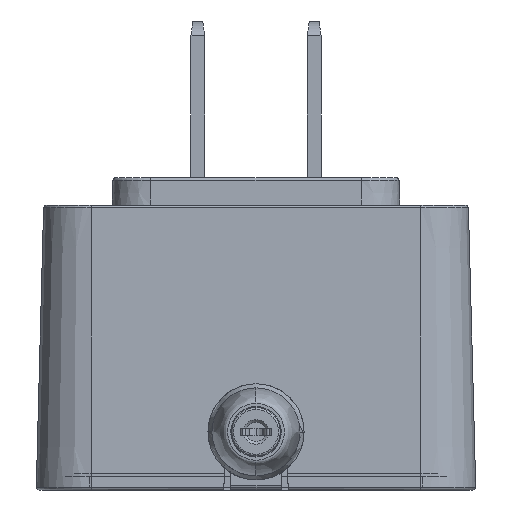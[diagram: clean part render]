
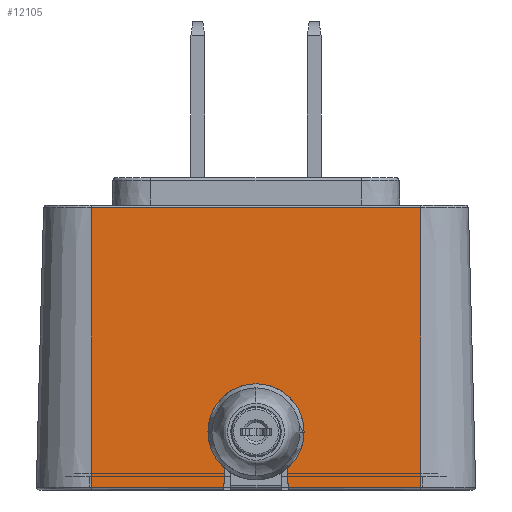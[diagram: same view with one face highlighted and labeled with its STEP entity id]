
A CAD part, left-side view. The second image highlights one B-rep face of the part: STEP entity #12105.
In plain terms, the highlighted planar face has unit normal (-1, 0, 0.026).
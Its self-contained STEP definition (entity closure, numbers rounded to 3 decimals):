
#747 = VERTEX_POINT ( 'NONE', #18121 ) ;
#1188 = DIRECTION ( 'NONE',  ( 0.026, 0., 1. ) ) ;
#3638 = VERTEX_POINT ( 'NONE', #5127 ) ;
#3854 = DIRECTION ( 'NONE',  ( 0.026, 0., 1. ) ) ;
#4700 = VERTEX_POINT ( 'NONE', #28190 ) ;
#4824 = LINE ( 'NONE', #38736, #20821 ) ;
#5127 = CARTESIAN_POINT ( 'NONE',  ( -63.963, 18., -30.792 ) ) ;
#5448 = VECTOR ( 'NONE', #41613, 1000. ) ;
#6473 = LINE ( 'NONE', #8947, #5448 ) ;
#7267 = ORIENTED_EDGE ( 'NONE', *, *, #26769, .T. ) ;
#8373 = EDGE_CURVE ( 'NONE', #4700, #30801, #41220, .T. ) ;
#8417 = FACE_OUTER_BOUND ( 'NONE', #34441, .T. ) ;
#8693 = DIRECTION ( 'NONE',  ( 0., -1., 0. ) ) ;
#8911 = VECTOR ( 'NONE', #8693, 1000. ) ;
#8947 = CARTESIAN_POINT ( 'NONE',  ( -63.963, -18., -30.792 ) ) ;
#11058 = VECTOR ( 'NONE', #27166, 1000. ) ;
#11605 = VECTOR ( 'NONE', #25426, 1000. ) ;
#11720 = VERTEX_POINT ( 'NONE', #41399 ) ;
#12105 = ADVANCED_FACE ( 'NONE', ( #8417 ), #13720, .T. ) ;
#12614 = ORIENTED_EDGE ( 'NONE', *, *, #24741, .F. ) ;
#12642 = LINE ( 'NONE', #18810, #11605 ) ;
#12875 = EDGE_CURVE ( 'NONE', #3638, #11720, #37098, .T. ) ;
#13045 = EDGE_CURVE ( 'NONE', #22778, #747, #30462, .T. ) ;
#13720 = PLANE ( 'NONE',  #41618 ) ;
#14161 = CARTESIAN_POINT ( 'NONE',  ( -63.709, -3.25, -21.1 ) ) ;
#17236 = CARTESIAN_POINT ( 'NONE',  ( -63.971, -18., -31.1 ) ) ;
#17615 = VECTOR ( 'NONE', #31284, 1000. ) ;
#17692 = VECTOR ( 'NONE', #22717, 1000. ) ;
#18121 = CARTESIAN_POINT ( 'NONE',  ( -63.963, 3.504, -30.792 ) ) ;
#18764 = CARTESIAN_POINT ( 'NONE',  ( -63.165, -18., -0.292 ) ) ;
#18766 = LINE ( 'NONE', #17236, #11058 ) ;
#18810 = CARTESIAN_POINT ( 'NONE',  ( -63.708, -3.248, -21.028 ) ) ;
#19135 = EDGE_CURVE ( 'NONE', #30801, #25352, #18766, .T. ) ;
#20821 = VECTOR ( 'NONE', #35266, 1000. ) ;
#21425 = CARTESIAN_POINT ( 'NONE',  ( -63.708, 3.248, -21.028 ) ) ;
#22289 = ORIENTED_EDGE ( 'NONE', *, *, #26815, .F. ) ;
#22717 = DIRECTION ( 'NONE',  ( 0., 1., 0. ) ) ;
#22778 = VERTEX_POINT ( 'NONE', #30967 ) ;
#23141 = CARTESIAN_POINT ( 'NONE',  ( -63.709, -3.25, -21.1 ) ) ;
#24741 = EDGE_CURVE ( 'NONE', #4700, #40228, #12642, .T. ) ;
#25279 = CARTESIAN_POINT ( 'NONE',  ( -63.963, -18., -30.792 ) ) ;
#25352 = VERTEX_POINT ( 'NONE', #18764 ) ;
#25426 = DIRECTION ( 'NONE',  ( 0.026, 0.026, 0.999 ) ) ;
#26046 = ORIENTED_EDGE ( 'NONE', *, *, #13045, .F. ) ;
#26769 = EDGE_CURVE ( 'NONE', #25352, #11720, #4824, .T. ) ;
#26815 = EDGE_CURVE ( 'NONE', #40228, #22778, #35079, .T. ) ;
#27166 = DIRECTION ( 'NONE',  ( 0.026, 0., 1. ) ) ;
#27388 = DIRECTION ( 'NONE',  ( -1., 0., 0.026 ) ) ;
#27584 = CARTESIAN_POINT ( 'NONE',  ( -63.971, 18., -31.1 ) ) ;
#28190 = CARTESIAN_POINT ( 'NONE',  ( -63.963, -3.504, -30.792 ) ) ;
#30462 = LINE ( 'NONE', #21425, #17615 ) ;
#30801 = VERTEX_POINT ( 'NONE', #25279 ) ;
#30967 = CARTESIAN_POINT ( 'NONE',  ( -63.709, 3.25, -21.1 ) ) ;
#31284 = DIRECTION ( 'NONE',  ( -0.026, 0.026, -0.999 ) ) ;
#31493 = ORIENTED_EDGE ( 'NONE', *, *, #8373, .T. ) ;
#34441 = EDGE_LOOP ( 'NONE', ( #36335, #36467, #26046, #22289, #12614, #31493, #41053, #7267 ) ) ;
#35079 = LINE ( 'NONE', #23141, #17692 ) ;
#35266 = DIRECTION ( 'NONE',  ( 0., 1., 0. ) ) ;
#36053 = VECTOR ( 'NONE', #1188, 1000. ) ;
#36335 = ORIENTED_EDGE ( 'NONE', *, *, #12875, .F. ) ;
#36467 = ORIENTED_EDGE ( 'NONE', *, *, #39384, .T. ) ;
#36961 = CARTESIAN_POINT ( 'NONE',  ( -63.971, -18., -31.1 ) ) ;
#37098 = LINE ( 'NONE', #27584, #36053 ) ;
#37947 = CARTESIAN_POINT ( 'NONE',  ( -63.963, -18., -30.792 ) ) ;
#38736 = CARTESIAN_POINT ( 'NONE',  ( -63.165, 18., -0.292 ) ) ;
#39384 = EDGE_CURVE ( 'NONE', #3638, #747, #6473, .T. ) ;
#40228 = VERTEX_POINT ( 'NONE', #14161 ) ;
#41053 = ORIENTED_EDGE ( 'NONE', *, *, #19135, .T. ) ;
#41220 = LINE ( 'NONE', #37947, #8911 ) ;
#41399 = CARTESIAN_POINT ( 'NONE',  ( -63.165, 18., -0.292 ) ) ;
#41613 = DIRECTION ( 'NONE',  ( 0., -1., 0. ) ) ;
#41618 = AXIS2_PLACEMENT_3D ( 'NONE', #36961, #27388, #3854 ) ;
